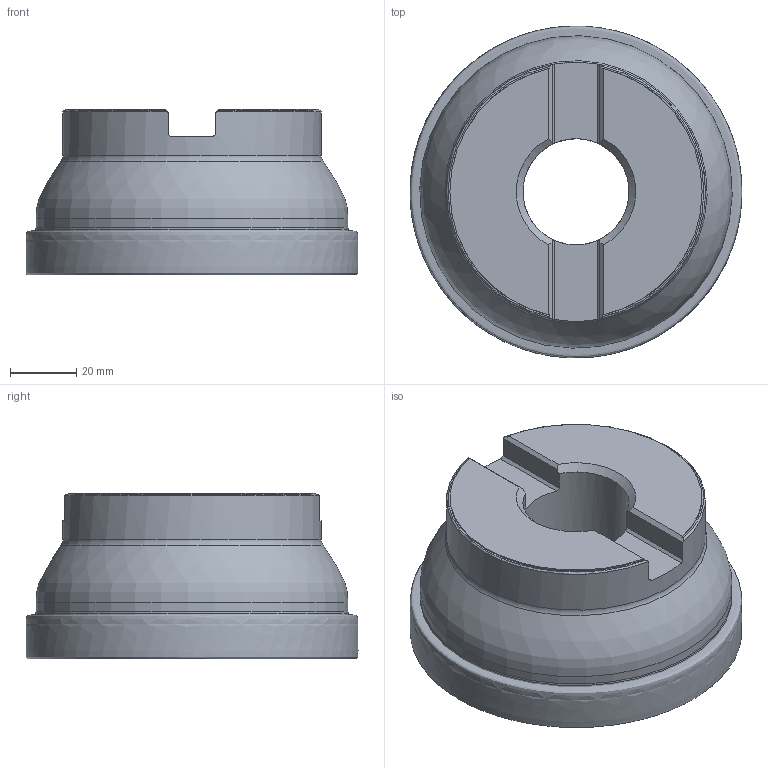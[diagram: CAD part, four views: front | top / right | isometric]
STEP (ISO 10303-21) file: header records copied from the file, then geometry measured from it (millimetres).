
FILE_DESCRIPTION(/* description */ (''),/* implementation_level */ '2;1');
FILE_NAME(/* name */ 'toolassembly_1.stp',/* time_stamp */ '2018-06-25T16:00:29+02:00',/* author */ (''),/* organization */ ('SMS'),/* preprocessor_version */ 'ST-DEVELOPER v15',/* originating_system */ 'SIEMENS PLM Software NX 8.5',/* authorisation */ '');
FILE_SCHEMA (('AUTOMOTIVE_DESIGN { 1 0 10303 214 3 1 1 1 }'));
Length unit declared in the file: millimetre
Products named in the file (4): ASSEMBLY_CONSTRUCTION; CUT_20180625160002; NOCUT_20180625160000; TOOLASSEMBLY_1
Assembly tree (3 placements, depth 2):
  TOOLASSEMBLY_1
    NOCUT_20180625160000
    CUT_20180625160002
    ASSEMBLY_CONSTRUCTION
Bounding box: 100.02 x 100.02 x 50.01 mm (x, y, z)
Volume: 276905.5 mm3; surface area: 44420.1 mm2
Topology: 2 solids, 2 shells, 50 faces, 127 edges, 92 vertices
Faces by surface type: plane 21, torus 12, cone 9, cylinder 6, revolution 1, bspline 1
Full cylindrical faces by diameter (mm): 32.013 x1, 45 x1, 78 x1, 94 x1
Entity records: 9492 total; most frequent: CARTESIAN_POINT 8159, DIRECTION 269, ORIENTED_EDGE 192, AXIS2_PLACEMENT_3D 120, EDGE_CURVE 96, EDGE_LOOP 74, VERTEX_POINT 73, FACE_BOUND 51
